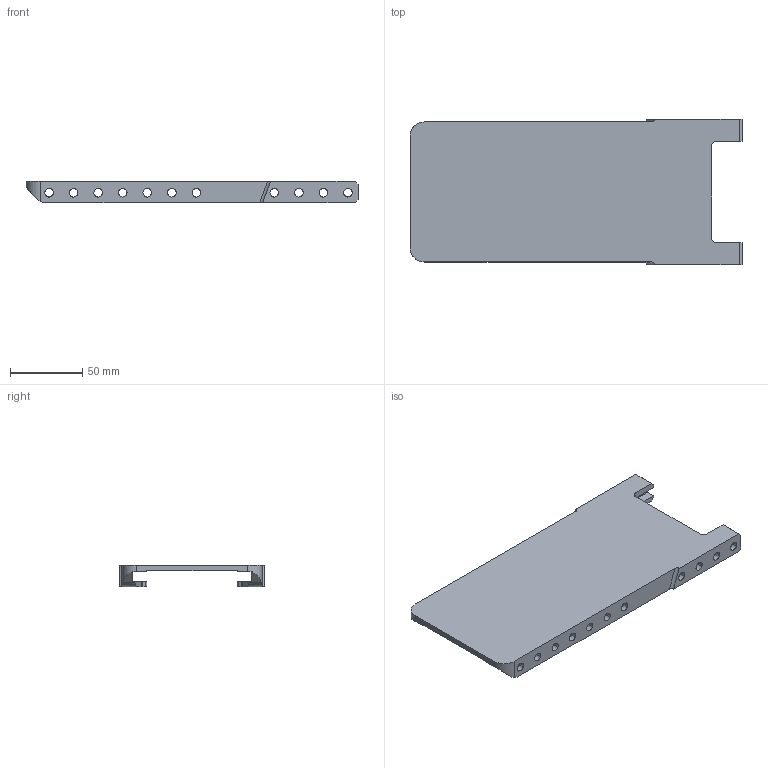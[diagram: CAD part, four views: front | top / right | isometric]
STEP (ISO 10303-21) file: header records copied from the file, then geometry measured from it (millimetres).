
FILE_DESCRIPTION(('CATIA V5 STEP Exchange'),'2;1');
FILE_NAME('Semelle - 01.stp','2016-10-12T10:01:16+00:00',('none'),('none'),'CATIA Version 5 Release 16 (IN-10)','CATIA V5 STEP AP203','none');
FILE_SCHEMA(('CONFIG_CONTROL_DESIGN'));
Length unit declared in the file: millimetre
Products named in the file (1): Embase Spark Dyno - 01 - PH
Bounding box: 230 x 101 x 15 mm (x, y, z)
Volume: 129994.6 mm3; surface area: 62464.8 mm2
Topology: 1 solids, 1 shells, 98 faces, 285 edges, 189 vertices
Faces by surface type: cylinder 58, plane 40
Entity records: 3190 total; most frequent: CARTESIAN_POINT 616, ORIENTED_EDGE 570, DIRECTION 407, EDGE_CURVE 285, VERTEX_POINT 189, AXIS2_PLACEMENT_3D 177, VECTOR 165, LINE 165
